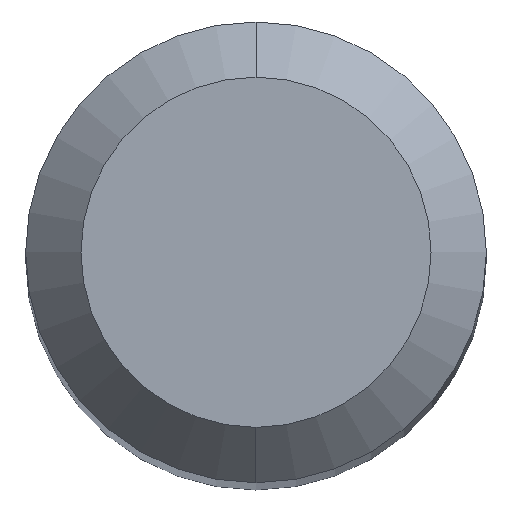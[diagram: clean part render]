
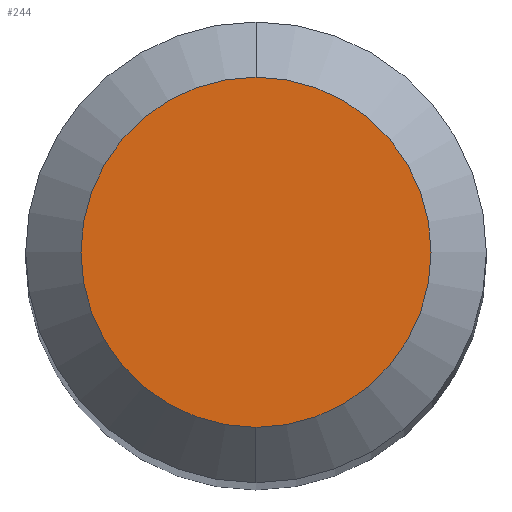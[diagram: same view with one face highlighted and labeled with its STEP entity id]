
A CAD part, top view. The second image highlights one B-rep face of the part: STEP entity #244.
In plain terms, the highlighted planar face has unit normal (0, 0, 1).
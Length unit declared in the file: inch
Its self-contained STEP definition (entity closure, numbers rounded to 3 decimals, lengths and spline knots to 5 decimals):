
#10 = ORIENTED_EDGE ( 'NONE', *, *, #135, .T. ) ;
#37 = DIRECTION ( 'NONE',  ( 0., 0., 1. ) ) ;
#52 = AXIS2_PLACEMENT_3D ( 'NONE', #177, #37, #223 ) ;
#74 = CARTESIAN_POINT ( 'NONE',  ( 0., 0.0475, 0. ) ) ;
#85 = EDGE_LOOP ( 'NONE', ( #10, #328 ) ) ;
#109 = DIRECTION ( 'NONE',  ( 0., 0., 1. ) ) ;
#127 = CIRCLE ( 'NONE', #342, 0.0475 ) ;
#128 = VERTEX_POINT ( 'NONE', #426 ) ;
#135 = EDGE_CURVE ( 'NONE', #178, #128, #127, .T. ) ;
#177 = CARTESIAN_POINT ( 'NONE',  ( 0., 0., 0. ) ) ;
#178 = VERTEX_POINT ( 'NONE', #74 ) ;
#217 = DIRECTION ( 'NONE',  ( 0., -1., 0. ) ) ;
#223 = DIRECTION ( 'NONE',  ( 0., -1., 0. ) ) ;
#244 = ADVANCED_FACE ( 'NONE', ( #441 ), #276, .F. ) ;
#245 = DIRECTION ( 'NONE',  ( 0., 0., -1. ) ) ;
#272 = AXIS2_PLACEMENT_3D ( 'NONE', #482, #245, #398 ) ;
#276 = PLANE ( 'NONE',  #272 ) ;
#287 = EDGE_CURVE ( 'NONE', #128, #178, #423, .T. ) ;
#299 = CARTESIAN_POINT ( 'NONE',  ( 0., 0., 0. ) ) ;
#328 = ORIENTED_EDGE ( 'NONE', *, *, #287, .T. ) ;
#342 = AXIS2_PLACEMENT_3D ( 'NONE', #299, #109, #217 ) ;
#398 = DIRECTION ( 'NONE',  ( 0., 1., 0. ) ) ;
#423 = CIRCLE ( 'NONE', #52, 0.0475 ) ;
#426 = CARTESIAN_POINT ( 'NONE',  ( 0., -0.0475, 0. ) ) ;
#441 = FACE_OUTER_BOUND ( 'NONE', #85, .T. ) ;
#482 = CARTESIAN_POINT ( 'NONE',  ( 0., 0.0475, 0. ) ) ;
